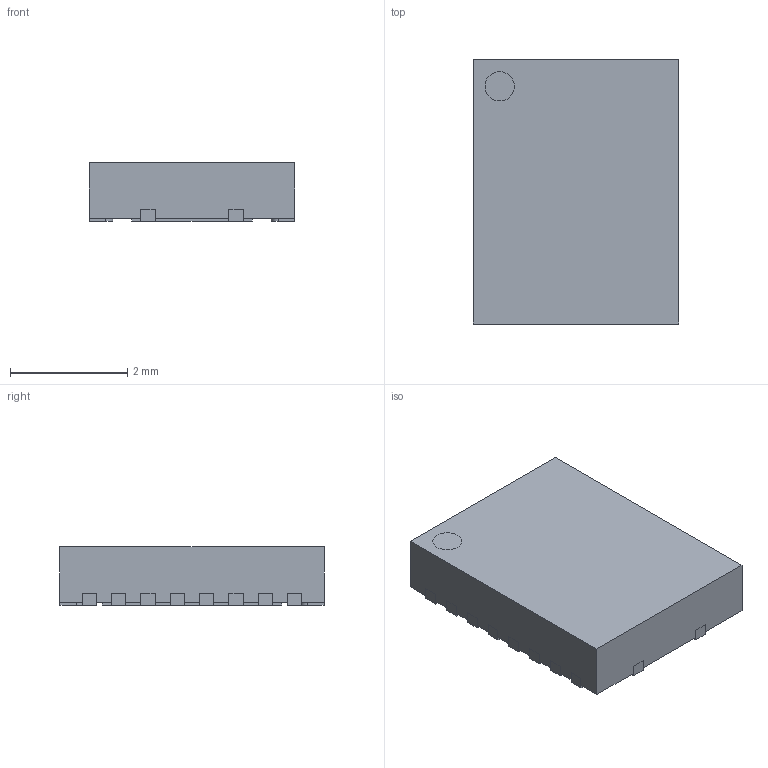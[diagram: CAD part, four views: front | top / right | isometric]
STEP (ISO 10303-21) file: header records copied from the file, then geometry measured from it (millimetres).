
FILE_DESCRIPTION(/* description */ (''),/* implementation_level */ '2;1');
FILE_NAME(/* name */ 'TEXAS_RGY (R-PVQFN–N20).stp',/* time_stamp */ '2016-05-24T14:41:18+02:00',/* author */ ('riccim'),/* organization */ (''),/* preprocessor_version */ 'ST-DEVELOPER v15.5',/* originating_system */ 'AutoCAD Mechanical',/* authorisation */ '');
FILE_SCHEMA (('AUTOMOTIVE_DESIGN { 1 0 10303 214 3 1 1 }'));
Length unit declared in the file: millimetre
Products named in the file (1): Product
Bounding box: 3.5 x 4.5 x 1 mm (x, y, z)
Volume: 15.4 mm3; surface area: 70.8 mm2
Topology: 23 solids, 23 shells, 217 faces, 510 edges, 340 vertices
Faces by surface type: plane 175, cylinder 42
Full cylindrical faces by diameter (mm): 0.5 x2
Entity records: 6175 total; most frequent: CARTESIAN_POINT 1066, DIRECTION 1028, ORIENTED_EDGE 1016, EDGE_CURVE 508, LINE 424, VECTOR 424, VERTEX_POINT 340, AXIS2_PLACEMENT_3D 302
